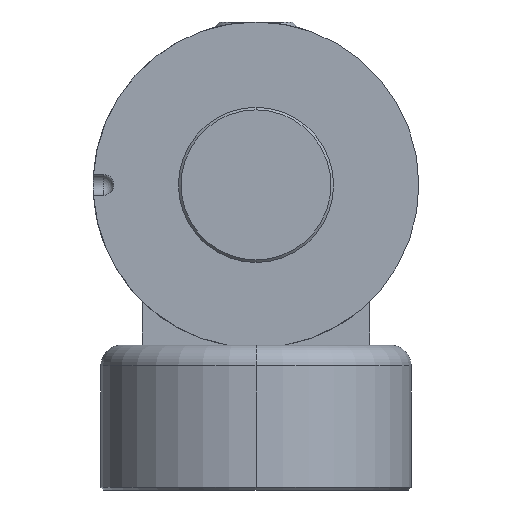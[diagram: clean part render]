
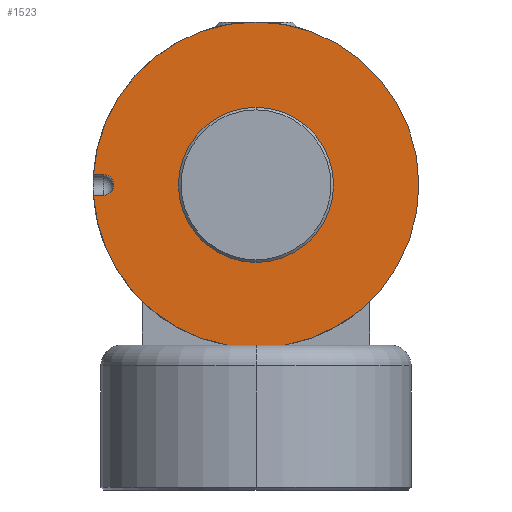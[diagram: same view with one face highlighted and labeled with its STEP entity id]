
A CAD part, front view. The second image highlights one B-rep face of the part: STEP entity #1523.
In plain terms, the highlighted planar face has unit normal (0, -1, 0).
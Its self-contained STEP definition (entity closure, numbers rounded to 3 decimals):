
#230=DIRECTION('',(1.,0.,0.));
#231=VECTOR('',#230,11.18);
#232=CARTESIAN_POINT('',(-5.59,-12.5,-31.));
#233=LINE('',#232,#231);
#358=DIRECTION('',(1.,0.,0.));
#359=VECTOR('',#358,1.936);
#360=CARTESIAN_POINT('',(-31.436,-12.5,-2.));
#361=LINE('',#360,#359);
#362=CARTESIAN_POINT('',(-29.5,-12.5,0.));
#363=DIRECTION('',(0.,-1.,0.));
#364=DIRECTION('',(0.,0.,-1.));
#365=AXIS2_PLACEMENT_3D('',#362,#363,#364);
#367=DIRECTION('',(-1.,0.,0.));
#368=VECTOR('',#367,1.936);
#369=CARTESIAN_POINT('',(-29.5,-12.5,2.));
#370=LINE('',#369,#368);
#371=CARTESIAN_POINT('',(0.,-12.5,0.));
#372=DIRECTION('',(0.,1.,0.));
#373=DIRECTION('',(-0.998,0.,0.063));
#374=AXIS2_PLACEMENT_3D('',#371,#372,#373);
#376=CARTESIAN_POINT('',(0.,-12.5,0.));
#377=DIRECTION('',(0.,1.,0.));
#378=DIRECTION('',(0.,0.,1.));
#379=AXIS2_PLACEMENT_3D('',#376,#377,#378);
#381=CARTESIAN_POINT('',(0.,-12.5,0.));
#382=DIRECTION('',(0.,1.,0.));
#383=DIRECTION('',(-0.177,0.,-0.984));
#384=AXIS2_PLACEMENT_3D('',#381,#382,#383);
#386=CARTESIAN_POINT('',(0.,-12.5,0.));
#387=DIRECTION('',(0.,-1.,0.));
#388=DIRECTION('',(0.,0.,1.));
#389=AXIS2_PLACEMENT_3D('',#386,#387,#388);
#391=CARTESIAN_POINT('',(0.,-12.5,0.));
#392=DIRECTION('',(0.,-1.,0.));
#393=DIRECTION('',(0.,0.,-1.));
#394=AXIS2_PLACEMENT_3D('',#391,#392,#393);
#967=CARTESIAN_POINT('',(-5.59,-12.5,-31.));
#969=VERTEX_POINT('',#967);
#971=CARTESIAN_POINT('',(5.59,-12.5,-31.));
#972=VERTEX_POINT('',#971);
#998=CARTESIAN_POINT('',(0.,-12.5,31.5));
#999=VERTEX_POINT('',#998);
#1000=CARTESIAN_POINT('',(-31.436,-12.5,2.));
#1001=VERTEX_POINT('',#1000);
#1006=CARTESIAN_POINT('',(-31.436,-12.5,-2.));
#1007=VERTEX_POINT('',#1006);
#1026=CARTESIAN_POINT('',(-29.5,-12.5,-2.));
#1027=VERTEX_POINT('',#1026);
#1028=CARTESIAN_POINT('',(-29.5,-12.5,2.));
#1029=VERTEX_POINT('',#1028);
#1030=CARTESIAN_POINT('',(0.,-12.5,15.));
#1031=CARTESIAN_POINT('',(0.,-12.5,-15.));
#1032=VERTEX_POINT('',#1030);
#1033=VERTEX_POINT('',#1031);
#1500=CARTESIAN_POINT('',(-15.,-12.5,0.));
#1501=DIRECTION('',(0.,1.,0.));
#1502=DIRECTION('',(0.,0.,-1.));
#1503=AXIS2_PLACEMENT_3D('',#1500,#1501,#1502);
#1504=PLANE('',#1503);
#1506=ORIENTED_EDGE('',*,*,#1505,.T.);
#1508=ORIENTED_EDGE('',*,*,#1507,.T.);
#1510=ORIENTED_EDGE('',*,*,#1509,.T.);
#1511=ORIENTED_EDGE('',*,*,#1356,.T.);
#1512=ORIENTED_EDGE('',*,*,#1396,.T.);
#1513=ORIENTED_EDGE('',*,*,#1316,.F.);
#1514=ORIENTED_EDGE('',*,*,#1366,.T.);
#1515=EDGE_LOOP('',(#1506,#1508,#1510,#1511,#1512,#1513,#1514));
#1516=FACE_OUTER_BOUND('',#1515,.F.);
#1518=ORIENTED_EDGE('',*,*,#1517,.T.);
#1520=ORIENTED_EDGE('',*,*,#1519,.T.);
#1521=EDGE_LOOP('',(#1518,#1520));
#1522=FACE_BOUND('',#1521,.F.);
#366=CIRCLE('',#365,2.);
#375=CIRCLE('',#374,31.5);
#380=CIRCLE('',#379,31.5);
#385=CIRCLE('',#384,31.5);
#390=CIRCLE('',#389,15.);
#395=CIRCLE('',#394,15.);
#1316=EDGE_CURVE('',#969,#972,#233,.T.);
#1356=EDGE_CURVE('',#1001,#999,#375,.T.);
#1366=EDGE_CURVE('',#969,#1007,#385,.T.);
#1396=EDGE_CURVE('',#999,#972,#380,.T.);
#1505=EDGE_CURVE('',#1007,#1027,#361,.T.);
#1507=EDGE_CURVE('',#1027,#1029,#366,.T.);
#1509=EDGE_CURVE('',#1029,#1001,#370,.T.);
#1517=EDGE_CURVE('',#1032,#1033,#390,.T.);
#1519=EDGE_CURVE('',#1033,#1032,#395,.T.);
#1523=ADVANCED_FACE('',(#1516,#1522),#1504,.F.);
